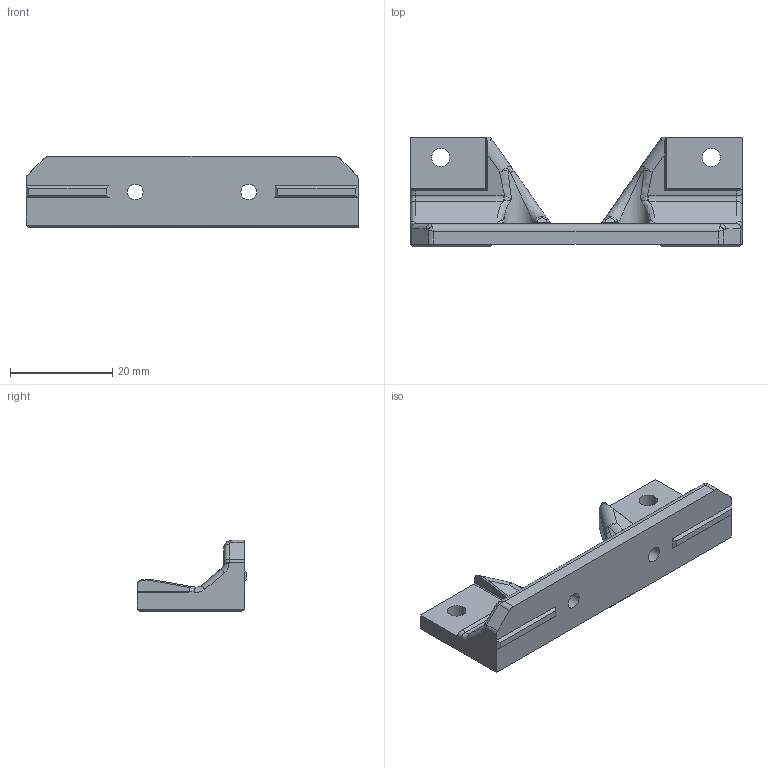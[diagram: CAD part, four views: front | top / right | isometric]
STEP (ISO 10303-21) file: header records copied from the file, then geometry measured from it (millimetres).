
FILE_DESCRIPTION(/* description */ (''),/* implementation_level */ '2;1');
FILE_NAME(/* name */ 'raspberry_pi_mount_B_x1.step',/* time_stamp */ '2025-12-31T11:33:10-05:00',/* author */ (''),/* organization */ (''),/* preprocessor_version */ 'ST-DEVELOPER v20.1',/* originating_system */ 'Autodesk Translation Framework v14.21.0.0',/* authorisation */ '');
FILE_SCHEMA (('AUTOMOTIVE_DESIGN { 1 0 10303 214 3 1 1 }'));
Length unit declared in the file: millimetre
Products named in the file (1): electronics.step
Bounding box: 65 x 21.5 x 14 mm (x, y, z)
Volume: 7009.9 mm3; surface area: 4057.7 mm2
Topology: 1 solids, 1 shells, 154 faces, 390 edges, 222 vertices
Faces by surface type: bspline 52, plane 51, cylinder 33, cone 10, torus 6, sphere 2
Full cylindrical faces by diameter (mm): 3.1 x2, 3.6 x2
Entity records: 13170 total; most frequent: CARTESIAN_POINT 9689, ORIENTED_EDGE 748, DIRECTION 674, EDGE_CURVE 374, AXIS2_PLACEMENT_3D 257, VERTEX_POINT 222, EDGE_LOOP 162, LINE 160
